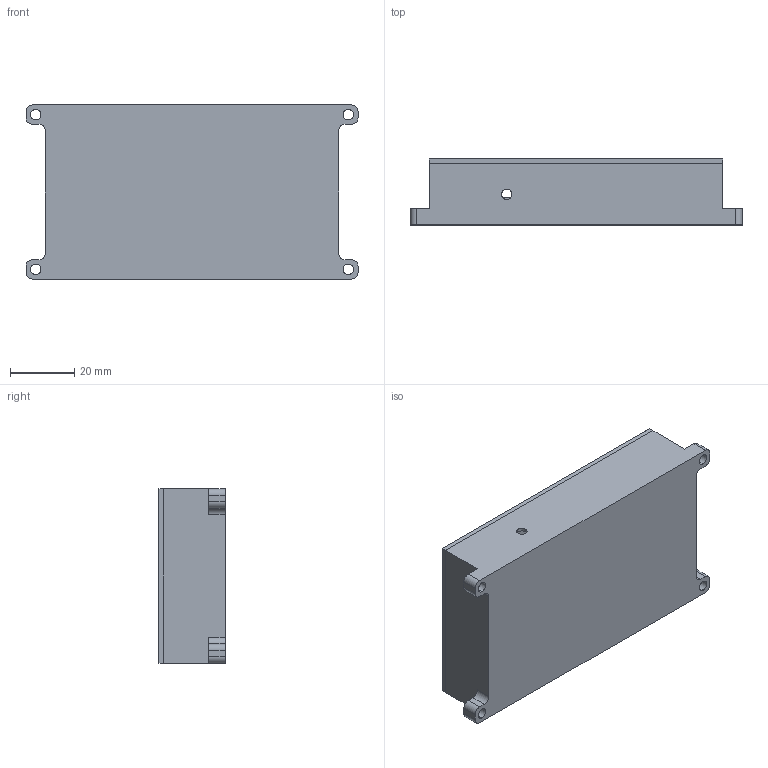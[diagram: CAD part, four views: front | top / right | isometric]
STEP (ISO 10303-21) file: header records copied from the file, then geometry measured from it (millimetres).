
FILE_DESCRIPTION (( 'STEP AP203' ), '1' );
FILE_NAME ('QDQ-MS-200M-2.5W.STEP', '2020-11-05T00:51:03', ( 'Windows 蚚誧' ), ( '' ), 'SwSTEP 2.0', 'SolidWorks 2016', '' );
FILE_SCHEMA (( 'CONFIG_CONTROL_DESIGN' ));
Length unit declared in the file: millimetre
Products named in the file (2): QDQ-MS-200M-2.5W
Bounding box: 103 x 20.5 x 54 mm (x, y, z)
Volume: 43665.8 mm3; surface area: 30349.9 mm2
Topology: 2 solids, 2 shells, 257 faces, 653 edges, 380 vertices
Faces by surface type: cone 110, cylinder 101, plane 46
Entity records: 7748 total; most frequent: DIRECTION 1425, CARTESIAN_POINT 1280, ORIENTED_EDGE 1242, EDGE_CURVE 621, AXIS2_PLACEMENT_3D 547, VERTEX_POINT 380, VECTOR 331, LINE 331
